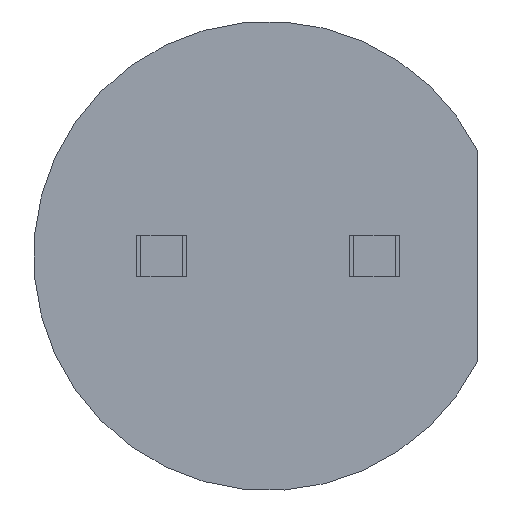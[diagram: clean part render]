
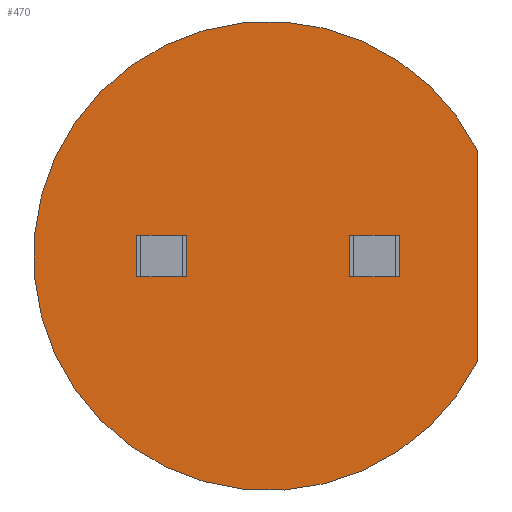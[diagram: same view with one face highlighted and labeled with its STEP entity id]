
A CAD part, front view. The second image highlights one B-rep face of the part: STEP entity #470.
In plain terms, the highlighted planar face has unit normal (0, -1, 0).
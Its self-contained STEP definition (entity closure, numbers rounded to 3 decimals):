
#26=CIRCLE('',#520,2.8);
#37=FACE_OUTER_BOUND('',#68,.T.);
#68=EDGE_LOOP('',(#318,#319));
#102=LINE('',#705,#156);
#156=VECTOR('',#566,10.);
#207=VERTEX_POINT('',#697);
#210=VERTEX_POINT('',#703);
#253=EDGE_CURVE('',#207,#210,#102,.T.);
#254=EDGE_CURVE('',#210,#207,#26,.T.);
#318=ORIENTED_EDGE('',*,*,#253,.T.);
#319=ORIENTED_EDGE('',*,*,#254,.T.);
#442=PLANE('',#519);
#470=ADVANCED_FACE('',(#37),#442,.T.);
#519=AXIS2_PLACEMENT_3D('',#706,#567,#568);
#520=AXIS2_PLACEMENT_3D('',#707,#569,#570);
#566=DIRECTION('',(0.,0.,1.));
#567=DIRECTION('center_axis',(0.,-1.,0.));
#568=DIRECTION('ref_axis',(-1.,0.,0.));
#569=DIRECTION('center_axis',(0.,-1.,0.));
#570=DIRECTION('ref_axis',(1.,0.,0.));
#697=CARTESIAN_POINT('',(2.5,3.65,-1.261));
#703=CARTESIAN_POINT('',(2.5,3.65,1.261));
#705=CARTESIAN_POINT('',(2.5,3.65,-1.5));
#706=CARTESIAN_POINT('Origin',(0.,3.65,0.));
#707=CARTESIAN_POINT('Origin',(0.,3.65,0.));
